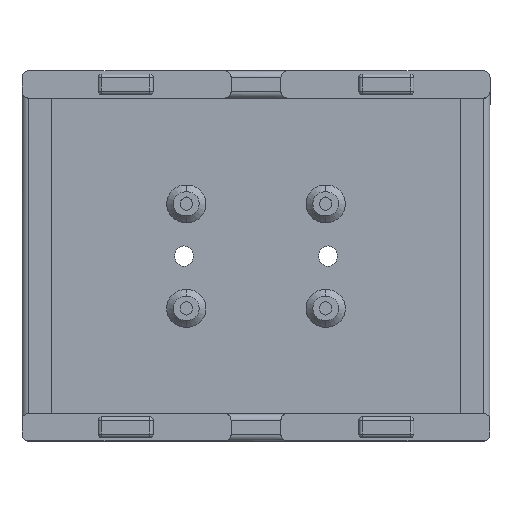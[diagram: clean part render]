
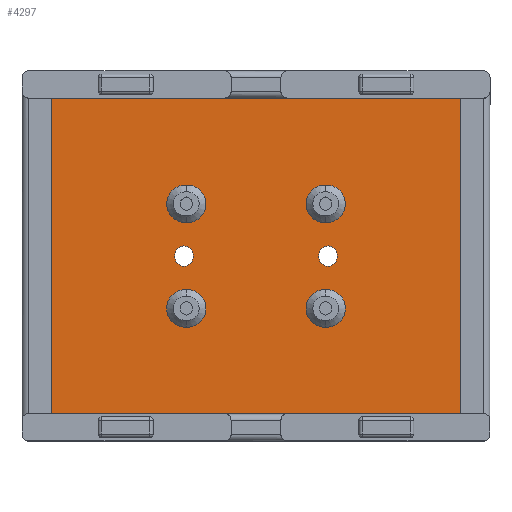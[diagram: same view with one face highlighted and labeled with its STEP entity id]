
A CAD part, top view. The second image highlights one B-rep face of the part: STEP entity #4297.
In plain terms, the highlighted planar face has unit normal (0, 0, 1).
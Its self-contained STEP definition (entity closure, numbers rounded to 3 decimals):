
#88=FACE_BOUND('',#751,.T.);
#89=FACE_BOUND('',#752,.T.);
#90=FACE_BOUND('',#753,.T.);
#91=FACE_BOUND('',#754,.T.);
#92=FACE_BOUND('',#755,.T.);
#93=FACE_BOUND('',#756,.T.);
#175=PLANE('',#4807);
#444=FACE_OUTER_BOUND('',#750,.T.);
#750=EDGE_LOOP('',(#3786,#3787,#3788,#3789));
#751=EDGE_LOOP('',(#3790,#3791));
#752=EDGE_LOOP('',(#3792,#3793));
#753=EDGE_LOOP('',(#3794,#3795));
#754=EDGE_LOOP('',(#3796,#3797));
#755=EDGE_LOOP('',(#3798,#3799));
#756=EDGE_LOOP('',(#3800,#3801));
#827=LINE('',#6366,#1170);
#869=LINE('',#6519,#1212);
#1104=LINE('',#7430,#1447);
#1131=LINE('',#7517,#1474);
#1170=VECTOR('',#4947,10.);
#1212=VECTOR('',#5065,10.);
#1447=VECTOR('',#5994,10.);
#1474=VECTOR('',#6117,10.);
#1683=CIRCLE('',#4703,2.75);
#1686=CIRCLE('',#4708,2.75);
#1689=CIRCLE('',#4713,2.75);
#1691=CIRCLE('',#4744,2.75);
#1701=CIRCLE('',#4761,1.5);
#1702=CIRCLE('',#4763,1.5);
#1705=CIRCLE('',#4802,2.75);
#1706=CIRCLE('',#4804,1.5);
#1707=CIRCLE('',#4806,1.5);
#1708=CIRCLE('',#4808,2.75);
#1709=CIRCLE('',#4809,2.75);
#1710=CIRCLE('',#4810,2.75);
#1757=VERTEX_POINT('',#6363);
#1758=VERTEX_POINT('',#6365);
#1816=VERTEX_POINT('',#6516);
#1817=VERTEX_POINT('',#6518);
#2041=VERTEX_POINT('',#7225);
#2042=VERTEX_POINT('',#7230);
#2047=VERTEX_POINT('',#7246);
#2048=VERTEX_POINT('',#7251);
#2053=VERTEX_POINT('',#7267);
#2054=VERTEX_POINT('',#7272);
#2066=VERTEX_POINT('',#7374);
#2068=VERTEX_POINT('',#7381);
#2087=VERTEX_POINT('',#7433);
#2088=VERTEX_POINT('',#7435);
#2089=VERTEX_POINT('',#7439);
#2090=VERTEX_POINT('',#7441);
#2146=EDGE_CURVE('',#1758,#1757,#827,.T.);
#2217=EDGE_CURVE('',#1817,#1816,#869,.T.);
#2560=EDGE_CURVE('',#2042,#2041,#1683,.T.);
#2567=EDGE_CURVE('',#2048,#2047,#1686,.T.);
#2574=EDGE_CURVE('',#2054,#2053,#1689,.T.);
#2635=EDGE_CURVE('',#2066,#2068,#1691,.T.);
#2655=EDGE_CURVE('',#1816,#1758,#1104,.T.);
#2659=EDGE_CURVE('',#2088,#2087,#1701,.T.);
#2662=EDGE_CURVE('',#2090,#2089,#1702,.T.);
#2686=EDGE_CURVE('',#2066,#2068,#1705,.T.);
#2687=EDGE_CURVE('',#2090,#2089,#1706,.T.);
#2688=EDGE_CURVE('',#2088,#2087,#1707,.T.);
#2689=EDGE_CURVE('',#1757,#1817,#1131,.T.);
#2690=EDGE_CURVE('',#2054,#2053,#1708,.T.);
#2691=EDGE_CURVE('',#2048,#2047,#1709,.T.);
#2692=EDGE_CURVE('',#2042,#2041,#1710,.T.);
#3786=ORIENTED_EDGE('',*,*,#2655,.T.);
#3787=ORIENTED_EDGE('',*,*,#2146,.T.);
#3788=ORIENTED_EDGE('',*,*,#2689,.T.);
#3789=ORIENTED_EDGE('',*,*,#2217,.T.);
#3790=ORIENTED_EDGE('',*,*,#2659,.F.);
#3791=ORIENTED_EDGE('',*,*,#2688,.T.);
#3792=ORIENTED_EDGE('',*,*,#2574,.T.);
#3793=ORIENTED_EDGE('',*,*,#2690,.F.);
#3794=ORIENTED_EDGE('',*,*,#2567,.T.);
#3795=ORIENTED_EDGE('',*,*,#2691,.F.);
#3796=ORIENTED_EDGE('',*,*,#2635,.T.);
#3797=ORIENTED_EDGE('',*,*,#2686,.F.);
#3798=ORIENTED_EDGE('',*,*,#2560,.T.);
#3799=ORIENTED_EDGE('',*,*,#2692,.F.);
#3800=ORIENTED_EDGE('',*,*,#2662,.F.);
#3801=ORIENTED_EDGE('',*,*,#2687,.T.);
#4297=ADVANCED_FACE('',(#444,#88,#89,#90,#91,#92,#93),#175,.T.);
#4703=AXIS2_PLACEMENT_3D('',#7231,#5810,#5811);
#4708=AXIS2_PLACEMENT_3D('',#7252,#5822,#5823);
#4713=AXIS2_PLACEMENT_3D('',#7273,#5834,#5835);
#4744=AXIS2_PLACEMENT_3D('',#7386,#5952,#5953);
#4761=AXIS2_PLACEMENT_3D('',#7437,#6000,#6001);
#4763=AXIS2_PLACEMENT_3D('',#7443,#6006,#6007);
#4802=AXIS2_PLACEMENT_3D('',#7511,#6105,#6106);
#4804=AXIS2_PLACEMENT_3D('',#7513,#6109,#6110);
#4806=AXIS2_PLACEMENT_3D('',#7515,#6113,#6114);
#4807=AXIS2_PLACEMENT_3D('',#7516,#6115,#6116);
#4808=AXIS2_PLACEMENT_3D('',#7518,#6118,#6119);
#4809=AXIS2_PLACEMENT_3D('',#7519,#6120,#6121);
#4810=AXIS2_PLACEMENT_3D('',#7520,#6122,#6123);
#4947=DIRECTION('',(1.,0.,0.));
#5065=DIRECTION('',(-1.,0.,0.));
#5810=DIRECTION('center_axis',(0.,0.,-1.));
#5811=DIRECTION('ref_axis',(1.,0.,0.));
#5822=DIRECTION('center_axis',(0.,0.,-1.));
#5823=DIRECTION('ref_axis',(1.,0.,0.));
#5834=DIRECTION('center_axis',(0.,0.,-1.));
#5835=DIRECTION('ref_axis',(1.,0.,0.));
#5952=DIRECTION('center_axis',(0.,0.,-1.));
#5953=DIRECTION('ref_axis',(1.,0.,0.));
#5994=DIRECTION('',(0.,-1.,0.));
#6000=DIRECTION('center_axis',(0.,0.,1.));
#6001=DIRECTION('ref_axis',(-1.,0.,0.));
#6006=DIRECTION('center_axis',(0.,0.,1.));
#6007=DIRECTION('ref_axis',(-1.,0.,0.));
#6105=DIRECTION('center_axis',(0.,0.,1.));
#6106=DIRECTION('ref_axis',(-1.,0.,0.));
#6109=DIRECTION('center_axis',(0.,0.,-1.));
#6110=DIRECTION('ref_axis',(1.,0.,0.));
#6113=DIRECTION('center_axis',(0.,0.,-1.));
#6114=DIRECTION('ref_axis',(1.,0.,0.));
#6115=DIRECTION('center_axis',(0.,0.,1.));
#6116=DIRECTION('ref_axis',(1.,0.,0.));
#6117=DIRECTION('',(0.,1.,0.));
#6118=DIRECTION('center_axis',(0.,0.,1.));
#6119=DIRECTION('ref_axis',(-1.,0.,0.));
#6120=DIRECTION('center_axis',(0.,0.,1.));
#6121=DIRECTION('ref_axis',(-1.,0.,0.));
#6122=DIRECTION('center_axis',(0.,0.,1.));
#6123=DIRECTION('ref_axis',(-1.,0.,0.));
#6363=CARTESIAN_POINT('',(44.,-10.,4.));
#6365=CARTESIAN_POINT('',(-15.756,-10.,4.));
#6366=CARTESIAN_POINT('',(29.,-10.,4.));
#6516=CARTESIAN_POINT('',(-15.756,36.,4.));
#6518=CARTESIAN_POINT('',(44.,36.,4.));
#6519=CARTESIAN_POINT('',(-1.,36.,4.));
#7225=CARTESIAN_POINT('',(3.962,2.633,4.));
#7230=CARTESIAN_POINT('',(3.962,8.127,4.));
#7231=CARTESIAN_POINT('Origin',(4.084,5.38,4.));
#7246=CARTESIAN_POINT('',(24.282,17.873,4.));
#7251=CARTESIAN_POINT('',(24.282,23.367,4.));
#7252=CARTESIAN_POINT('Origin',(24.404,20.62,4.));
#7267=CARTESIAN_POINT('',(3.962,17.873,4.));
#7272=CARTESIAN_POINT('',(3.962,23.367,4.));
#7273=CARTESIAN_POINT('Origin',(4.084,20.62,4.));
#7374=CARTESIAN_POINT('',(24.282,8.127,4.));
#7381=CARTESIAN_POINT('',(24.282,2.633,4.));
#7386=CARTESIAN_POINT('Origin',(24.404,5.38,4.));
#7430=CARTESIAN_POINT('',(-15.756,24.5,4.));
#7433=CARTESIAN_POINT('',(3.622,11.505,4.));
#7435=CARTESIAN_POINT('',(3.622,14.495,4.));
#7437=CARTESIAN_POINT('Origin',(3.744,13.,4.));
#7439=CARTESIAN_POINT('',(24.622,11.505,4.));
#7441=CARTESIAN_POINT('',(24.622,14.495,4.));
#7443=CARTESIAN_POINT('Origin',(24.744,13.,4.));
#7511=CARTESIAN_POINT('Origin',(24.16,5.38,4.));
#7513=CARTESIAN_POINT('Origin',(24.5,13.,4.));
#7515=CARTESIAN_POINT('Origin',(3.5,13.,4.));
#7516=CARTESIAN_POINT('Origin',(14.,13.,4.));
#7517=CARTESIAN_POINT('',(44.,24.5,4.));
#7518=CARTESIAN_POINT('Origin',(3.84,20.62,4.));
#7519=CARTESIAN_POINT('Origin',(24.16,20.62,4.));
#7520=CARTESIAN_POINT('Origin',(3.84,5.38,4.));
